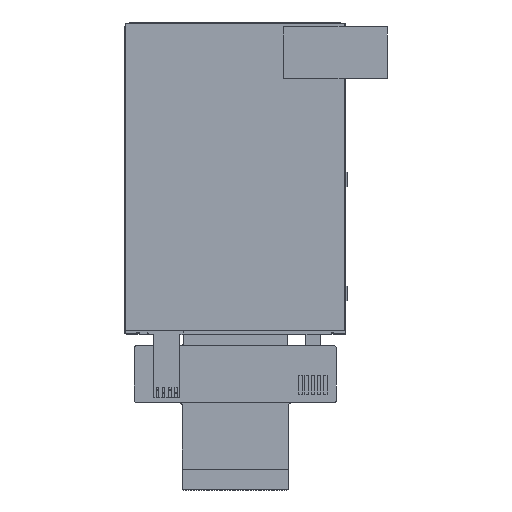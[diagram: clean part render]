
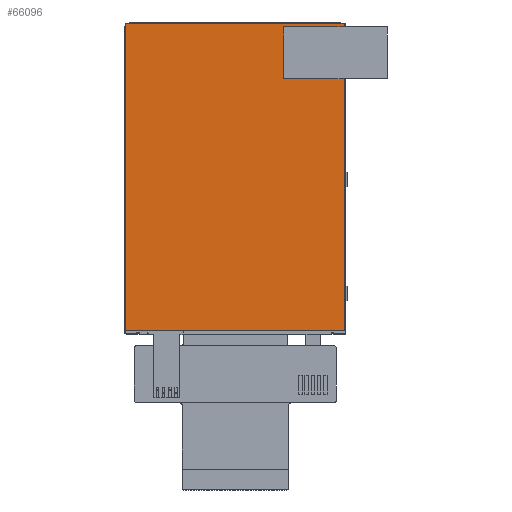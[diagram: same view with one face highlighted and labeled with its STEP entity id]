
A CAD part, top view. The second image highlights one B-rep face of the part: STEP entity #66096.
In plain terms, the highlighted face is planar.
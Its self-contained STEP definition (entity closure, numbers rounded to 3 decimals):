
#63419=DIRECTION('',(1.,0.,0.));
#63420=VECTOR('',#63419,42.32);
#63421=CARTESIAN_POINT('',(-21.16,1.2,29.63));
#63422=LINE('',#63421,#63420);
#64303=DIRECTION('',(0.,0.,1.));
#64304=VECTOR('',#64303,59.26);
#64305=CARTESIAN_POINT('',(-21.16,1.2,-29.63));
#64306=LINE('',#64305,#64304);
#64307=DIRECTION('',(-1.,0.,0.));
#64308=VECTOR('',#64307,42.32);
#64309=CARTESIAN_POINT('',(21.16,1.2,-29.63));
#64310=LINE('',#64309,#64308);
#64311=DIRECTION('',(0.,0.,-1.));
#64312=VECTOR('',#64311,59.26);
#64313=CARTESIAN_POINT('',(21.16,1.2,29.63));
#64314=LINE('',#64313,#64312);
#64419=CARTESIAN_POINT('',(21.16,1.2,29.63));
#64420=CARTESIAN_POINT('',(21.16,1.2,-29.63));
#64421=VERTEX_POINT('',#64419);
#64422=VERTEX_POINT('',#64420);
#64423=CARTESIAN_POINT('',(-21.16,1.2,-29.63));
#64424=VERTEX_POINT('',#64423);
#64425=CARTESIAN_POINT('',(-21.16,1.2,29.63));
#64426=VERTEX_POINT('',#64425);
#66085=CARTESIAN_POINT('',(0.,1.2,0.));
#66086=DIRECTION('',(0.,1.,0.));
#66087=DIRECTION('',(1.,0.,0.));
#66088=AXIS2_PLACEMENT_3D('',#66085,#66086,#66087);
#66089=PLANE('',#66088);
#66090=ORIENTED_EDGE('',*,*,#64798,.F.);
#66091=ORIENTED_EDGE('',*,*,#64756,.F.);
#66092=ORIENTED_EDGE('',*,*,#64771,.F.);
#66093=ORIENTED_EDGE('',*,*,#64785,.F.);
#66094=EDGE_LOOP('',(#66090,#66091,#66092,#66093));
#66095=FACE_OUTER_BOUND('',#66094,.F.);
#64756=EDGE_CURVE('',#64424,#64426,#64306,.T.);
#64771=EDGE_CURVE('',#64422,#64424,#64310,.T.);
#64785=EDGE_CURVE('',#64421,#64422,#64314,.T.);
#64798=EDGE_CURVE('',#64426,#64421,#63422,.T.);
#66096=ADVANCED_FACE('',(#66095),#66089,.T.);
